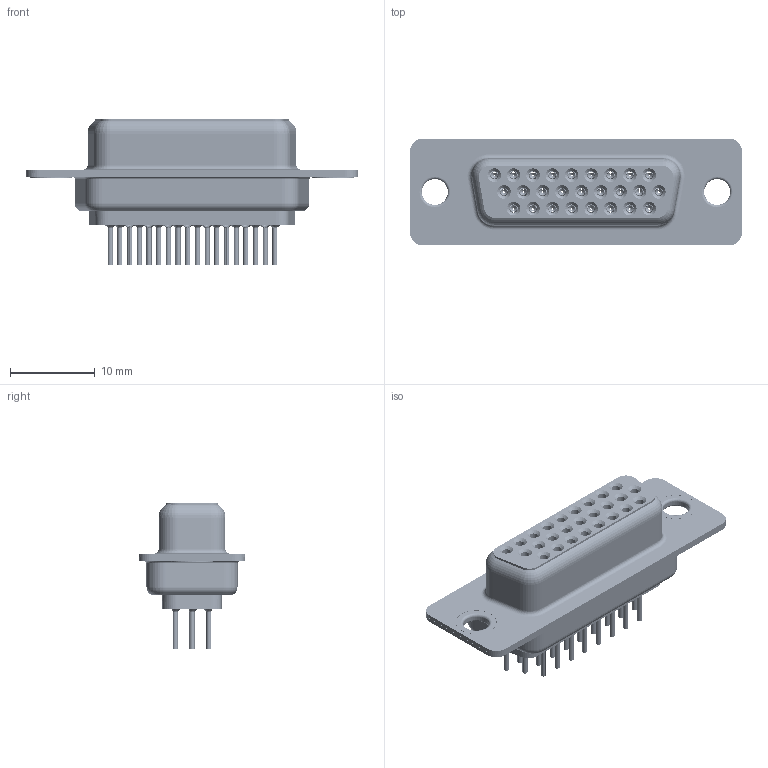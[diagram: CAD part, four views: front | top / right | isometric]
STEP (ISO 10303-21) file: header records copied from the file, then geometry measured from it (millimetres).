
FILE_DESCRIPTION (( 'STEP AP203' ), '1' );
FILE_NAME ('638-026-330-261.STEP', '2020-07-18T20:31:06', ( '' ), ( '' ), 'SwSTEP 2.0', 'SolidWorks 2020', '' );
FILE_SCHEMA (( 'CONFIG_CONTROL_DESIGN' ));
Length unit declared in the file: millimetre
Products named in the file (8): 638 Contact Row 1_30; 638 Shell Rear_26 Contacts; 638 Contact Row 2_30; 638 Housing_26 Contacts; 638 Thru Hole Rivet; 638-026-330-261; 638 Contact Row 3_30; 638 Shell Front_26 Contacts
Assembly tree (31 placements, depth 2):
  638-026-330-261
    638 Housing_26 Contacts
    638 Shell Front_26 Contacts
    638 Shell Rear_26 Contacts
    638 Contact Row 1_30  x9
    638 Contact Row 2_30  x9
    638 Contact Row 3_30  x8
    638 Thru Hole Rivet  x2
Bounding box: 39.19 x 12.6 x 17.3 mm (x, y, z)
Volume: 2134.9 mm3; surface area: 8160.8 mm2
Topology: 31 solids, 31 shells, 3555 faces, 9027 edges, 5597 vertices
Faces by surface type: cylinder 979, plane 873, torus 741, bspline 520, cone 442
Entity records: 30945 total; most frequent: CARTESIAN_POINT 8202, DIRECTION 4653, ORIENTED_EDGE 4328, EDGE_CURVE 2164, AXIS2_PLACEMENT_3D 1950, VERTEX_POINT 1358, CIRCLE 1069, EDGE_LOOP 1060
